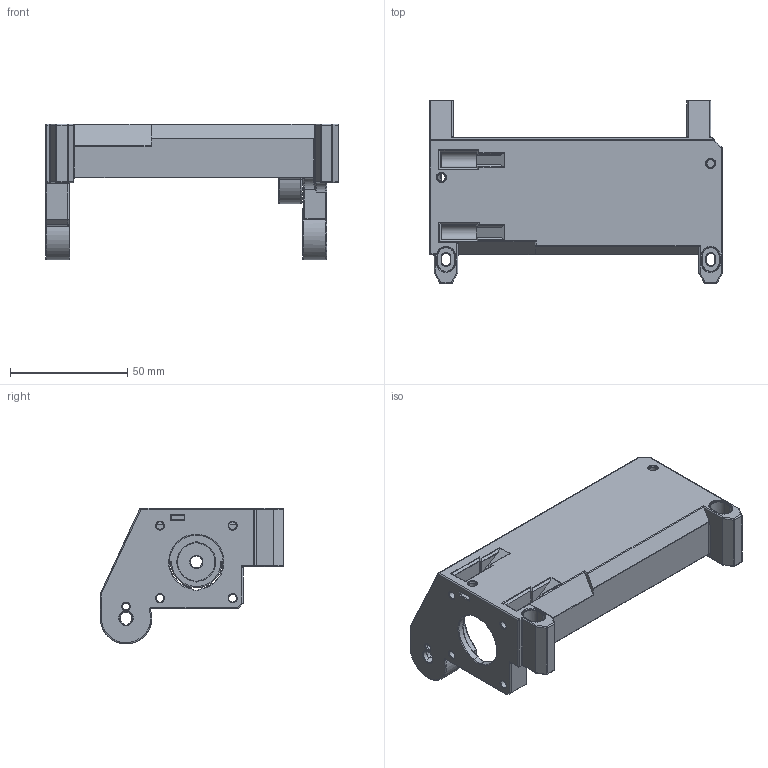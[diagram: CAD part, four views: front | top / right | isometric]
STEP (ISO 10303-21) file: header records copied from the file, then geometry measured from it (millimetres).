
FILE_DESCRIPTION(/* description */ (''),/* implementation_level */ '2;1');
FILE_NAME(/* name */ 'mmu2-idler-body.stp',/* time_stamp */ '2019-11-02T01:37:24+01:00',/* author */ ('7800mbz'),/* organization */ (''),/* preprocessor_version */ 'ST-DEVELOPER v17',/* originating_system */ 'Autodesk Inventor 2019',/* authorisation */ '');
FILE_SCHEMA (('CONFIG_CONTROL_DESIGN'));
Length unit declared in the file: millimetre
Products named in the file (1): mmu2-idler-body
Bounding box: 125 x 78.33 x 58 mm (x, y, z)
Volume: 98627.9 mm3; surface area: 36526.4 mm2
Topology: 1 solids, 1 shells, 878 faces, 2074 edges, 1169 vertices
Faces by surface type: cylinder 312, plane 167, bspline 159, sphere 115, torus 114, cone 11
Full cylindrical faces by diameter (mm): 2.8 x3, 3.3 x7, 5.1 x1, 6.4 x2, 36 x1
Entity records: 31130 total; most frequent: CARTESIAN_POINT 10703, DIRECTION 4160, ORIENTED_EDGE 4080, EDGE_CURVE 2040, AXIS2_PLACEMENT_3D 1722, VERTEX_POINT 1169, EDGE_LOOP 913, STYLED_ITEM 878
